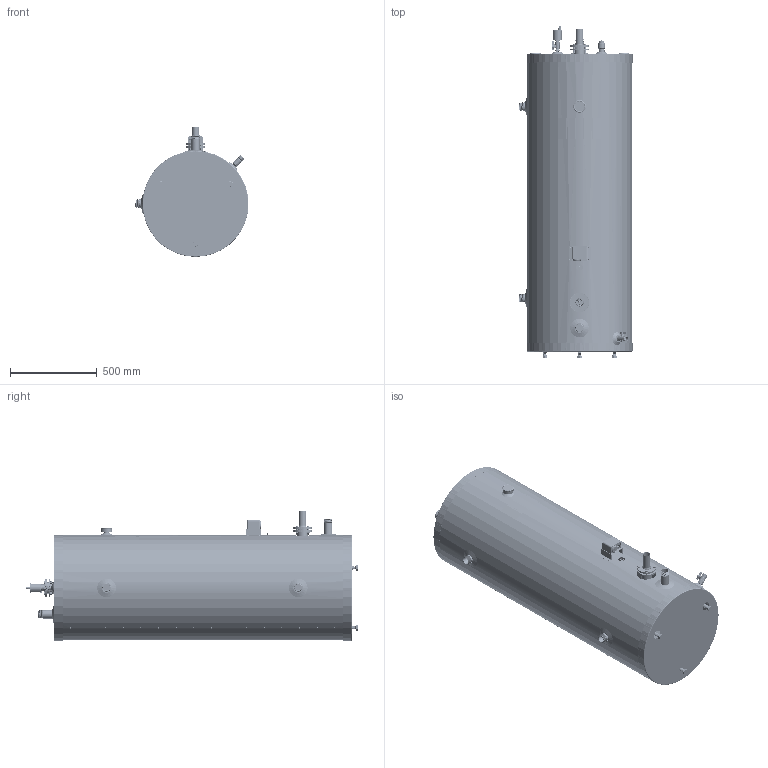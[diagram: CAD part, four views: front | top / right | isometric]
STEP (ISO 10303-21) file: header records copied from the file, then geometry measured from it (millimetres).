
FILE_DESCRIPTION (( 'STEP AP214' ), '1' );
FILE_NAME ('TURBOMAX 80-5.STEP', '2023-02-14T16:41:21', ( '' ), ( '' ), 'SwSTEP 2.0', 'SolidWorks 2023', '' );
FILE_SCHEMA (( 'AUTOMOTIVE_DESIGN' ));
Length unit declared in the file: inch
Products named in the file (1): TURBOMAX 80-5
Bounding box: 651.92 x 1913.84 x 748.3 mm (x, y, z)
Volume: 4515988.5 mm3; surface area: 9373210.9 mm2
Topology: 115 solids, 115 shells, 4847 faces, 11615 edges, 7090 vertices
Faces by surface type: cone 1763, cylinder 1396, plane 807, torus 486, bspline 305, sphere 90
Entity records: 280133 total; most frequent: CARTESIAN_POINT 102559, DIRECTION 24859, ORIENTED_EDGE 23172, EDGE_CURVE 11586, AXIS2_PLACEMENT_3D 10484, VERTEX_POINT 7090, CIRCLE 5941, EDGE_LOOP 5336
